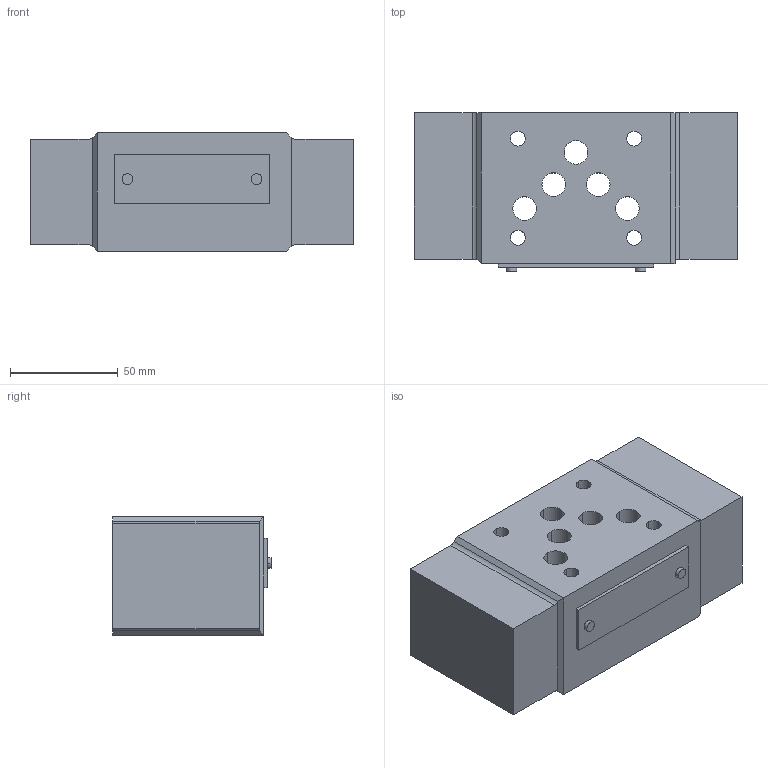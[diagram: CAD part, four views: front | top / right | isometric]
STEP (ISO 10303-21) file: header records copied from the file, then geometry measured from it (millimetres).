
FILE_DESCRIPTION (( 'STEP AP203' ), '1' );
FILE_NAME ('mac-03-10.STEP', '2022-03-27T04:04:52', ( '' ), ( '' ), 'SwSTEP 2.0', 'SolidWorks 2019', '' );
FILE_SCHEMA (( 'CONFIG_CONTROL_DESIGN' ));
Length unit declared in the file: millimetre
Products named in the file (2): mac-03-10
Bounding box: 150 x 73.6 x 55 mm (x, y, z)
Volume: 514723.5 mm3; surface area: 57305.3 mm2
Topology: 1 solids, 1 shells, 132 faces, 333 edges, 220 vertices
Faces by surface type: plane 75, cylinder 36, bspline 21
Entity records: 5218 total; most frequent: CARTESIAN_POINT 1920, ORIENTED_EDGE 666, DIRECTION 589, EDGE_CURVE 333, VERTEX_POINT 220, LINE 219, VECTOR 219, AXIS2_PLACEMENT_3D 185
